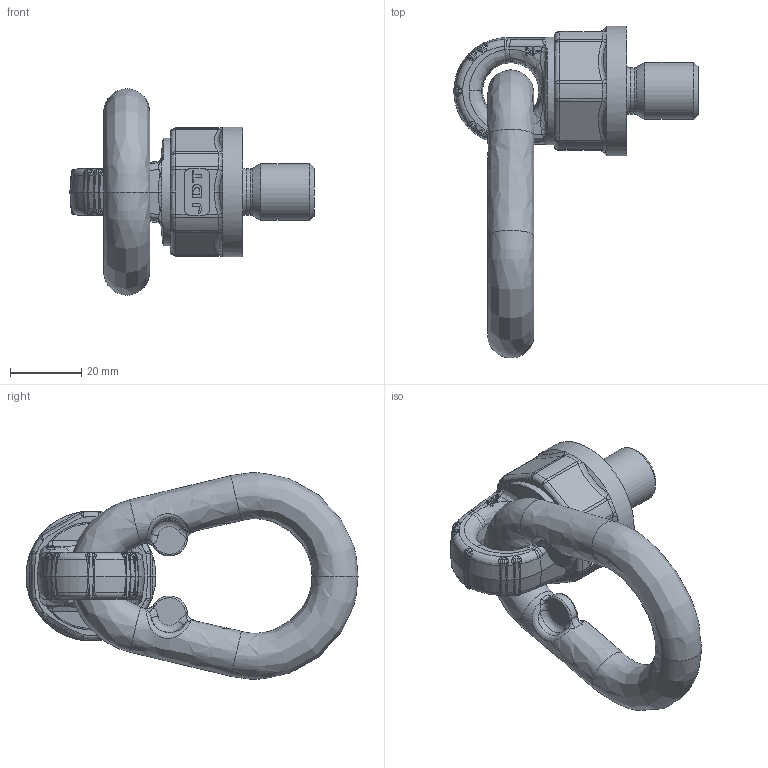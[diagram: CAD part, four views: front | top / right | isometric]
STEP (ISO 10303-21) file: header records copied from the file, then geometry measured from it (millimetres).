
FILE_DESCRIPTION((''),'2;1');
FILE_NAME('TP1_4_M16x20_waagerecht.stp','2012-03-27T09:33:04',('User'),('SDRC'),'I-DEAS Master Series 9','UNIX','Yes');
FILE_SCHEMA(('CONFIG_CONTROL_DESIGN', 'GEOMETRIC_VALIDATION_PROPERTIES_MIM','SHAPE_APPEARANCE_LAYER_MIM'));
Length unit declared in the file: millimetre
Bounding box: 68.58 x 93.25 x 57.94 mm (x, y, z)
Volume: 54854.8 mm3; surface area: 15094.9 mm2
Topology: 2 solids, 2 shells, 570 faces, 1414 edges, 833 vertices
Faces by surface type: bspline 570
Entity records: 23590 total; most frequent: CARTESIAN_POINT 14909, ORIENTED_EDGE 2776, EDGE_CURVE 1388, VERTEX_POINT 833, OVER_RIDING_STYLED_ITEM 671, EDGE_LOOP 585, FACE_OUTER_BOUND 570, ADVANCED_FACE 570
